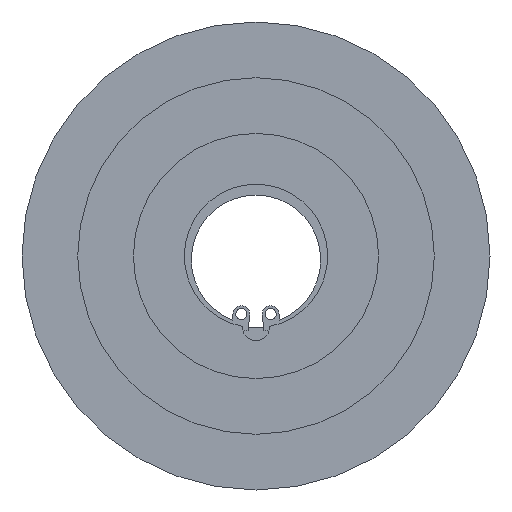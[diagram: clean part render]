
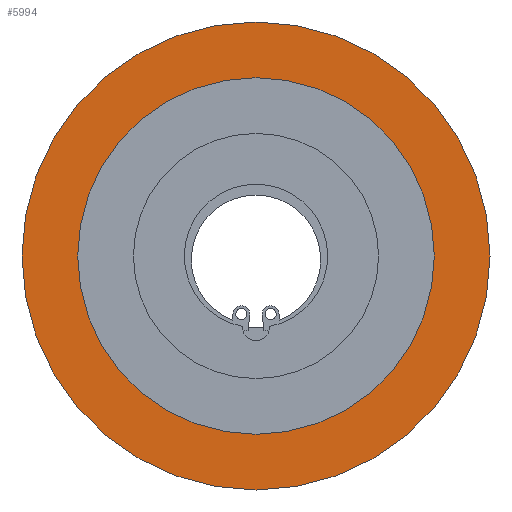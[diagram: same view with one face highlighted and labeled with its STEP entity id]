
A CAD part, front view. The second image highlights one B-rep face of the part: STEP entity #5994.
In plain terms, the highlighted planar face has unit normal (0, -1, 0).
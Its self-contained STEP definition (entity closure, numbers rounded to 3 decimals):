
#1431=CARTESIAN_POINT('',(0.,3.,0.));
#1432=DIRECTION('',(0.,1.,0.));
#1433=DIRECTION('',(1.,0.,0.));
#1434=AXIS2_PLACEMENT_3D('',#1431,#1432,#1433);
#1436=CARTESIAN_POINT('',(0.,3.,0.));
#1437=DIRECTION('',(0.,-1.,0.));
#1438=DIRECTION('',(1.,0.,0.));
#1439=AXIS2_PLACEMENT_3D('',#1436,#1437,#1438);
#1441=CARTESIAN_POINT('',(0.,3.,0.));
#1442=DIRECTION('',(0.,-1.,0.));
#1443=DIRECTION('',(1.,0.,0.));
#1444=AXIS2_PLACEMENT_3D('',#1441,#1442,#1443);
#1451=CARTESIAN_POINT('',(0.,3.,0.));
#1452=DIRECTION('',(0.,-1.,0.));
#1453=DIRECTION('',(-1.,0.,0.));
#1454=AXIS2_PLACEMENT_3D('',#1451,#1452,#1453);
#3992=CARTESIAN_POINT('',(52.5,3.,0.));
#3994=VERTEX_POINT('',#3992);
#3996=CARTESIAN_POINT('',(-52.5,3.,0.));
#3998=VERTEX_POINT('',#3996);
#4000=CARTESIAN_POINT('',(40.,3.,0.));
#4001=CARTESIAN_POINT('',(-40.,3.,0.));
#4002=VERTEX_POINT('',#4000);
#4003=VERTEX_POINT('',#4001);
#5979=CARTESIAN_POINT('',(0.,3.,0.));
#5980=DIRECTION('',(0.,-1.,0.));
#5981=DIRECTION('',(-1.,0.,0.));
#5982=AXIS2_PLACEMENT_3D('',#5979,#5980,#5981);
#5983=PLANE('',#5982);
#5984=ORIENTED_EDGE('',*,*,#5972,.F.);
#5985=ORIENTED_EDGE('',*,*,#5961,.T.);
#5986=EDGE_LOOP('',(#5984,#5985));
#5987=FACE_OUTER_BOUND('',#5986,.F.);
#5989=ORIENTED_EDGE('',*,*,#5988,.T.);
#5991=ORIENTED_EDGE('',*,*,#5990,.T.);
#5992=EDGE_LOOP('',(#5989,#5991));
#5993=FACE_BOUND('',#5992,.F.);
#5994=ADVANCED_FACE('',(#5987,#5993),#5983,.T.);
#1435=CIRCLE('',#1434,52.5);
#1440=CIRCLE('',#1439,52.5);
#1445=CIRCLE('',#1444,40.);
#1455=CIRCLE('',#1454,40.);
#5961=EDGE_CURVE('',#3994,#3998,#1435,.T.);
#5972=EDGE_CURVE('',#3994,#3998,#1440,.T.);
#5988=EDGE_CURVE('',#4002,#4003,#1445,.T.);
#5990=EDGE_CURVE('',#4003,#4002,#1455,.T.);
